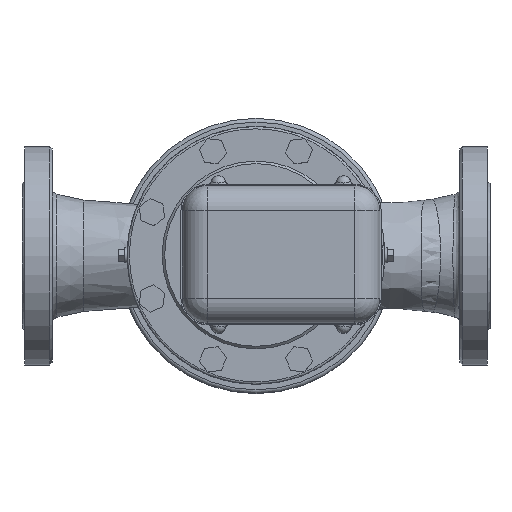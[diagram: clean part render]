
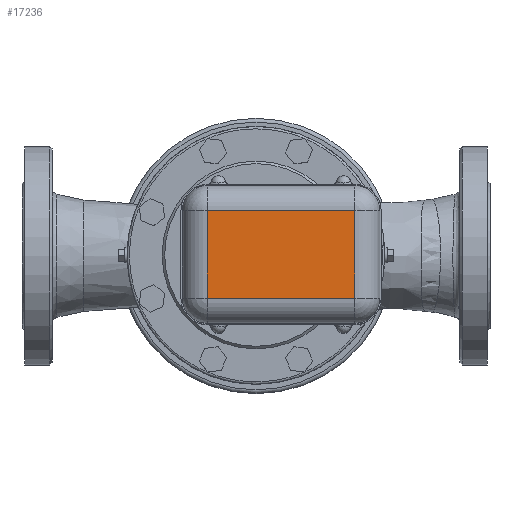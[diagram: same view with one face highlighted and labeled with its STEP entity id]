
A CAD part, top view. The second image highlights one B-rep face of the part: STEP entity #17236.
In plain terms, the highlighted planar face has unit normal (0, 0, 1).
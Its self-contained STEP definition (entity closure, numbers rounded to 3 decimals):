
#569=PLANE('',#18489);
#1218=LINE('',#29591,#2582);
#1220=LINE('',#29599,#2584);
#1222=LINE('',#29607,#2586);
#1224=LINE('',#29616,#2588);
#2582=VECTOR('',#20733,118.);
#2584=VECTOR('',#20741,70.);
#2586=VECTOR('',#20749,118.);
#2588=VECTOR('',#20761,70.);
#4288=FACE_OUTER_BOUND('',#5467,.T.);
#5467=EDGE_LOOP('',(#12676,#12677,#12678,#12679));
#8063=VERTEX_POINT('',#29588);
#8064=VERTEX_POINT('',#29590);
#8067=VERTEX_POINT('',#29598);
#8070=VERTEX_POINT('',#29606);
#9838=EDGE_CURVE('',#8063,#8064,#1218,.T.);
#9842=EDGE_CURVE('',#8064,#8067,#1220,.T.);
#9846=EDGE_CURVE('',#8067,#8070,#1222,.T.);
#9851=EDGE_CURVE('',#8070,#8063,#1224,.T.);
#12676=ORIENTED_EDGE('',*,*,#9838,.F.);
#12677=ORIENTED_EDGE('',*,*,#9851,.F.);
#12678=ORIENTED_EDGE('',*,*,#9846,.F.);
#12679=ORIENTED_EDGE('',*,*,#9842,.F.);
#17236=ADVANCED_FACE('',(#4288),#569,.T.);
#18489=AXIS2_PLACEMENT_3D('',#29644,#20796,#20797);
#20733=DIRECTION('',(1.,0.,0.));
#20741=DIRECTION('',(0.,-1.,0.));
#20749=DIRECTION('',(-1.,0.,0.));
#20761=DIRECTION('',(0.,1.,0.));
#20796=DIRECTION('center_axis',(0.,0.,
1.));
#20797=DIRECTION('ref_axis',(1.,0.,0.));
#29588=CARTESIAN_POINT('',(-39.,35.,635.));
#29590=CARTESIAN_POINT('',(79.,35.,635.));
#29591=CARTESIAN_POINT('',(-9.5,35.,635.));
#29598=CARTESIAN_POINT('',(79.,-35.,635.));
#29599=CARTESIAN_POINT('',(79.,17.5,635.));
#29606=CARTESIAN_POINT('',(-39.,-35.,635.));
#29607=CARTESIAN_POINT('',(49.5,-35.,635.));
#29616=CARTESIAN_POINT('',(-39.,-17.5,635.));
#29644=CARTESIAN_POINT('Origin',(20.,0.,635.));
